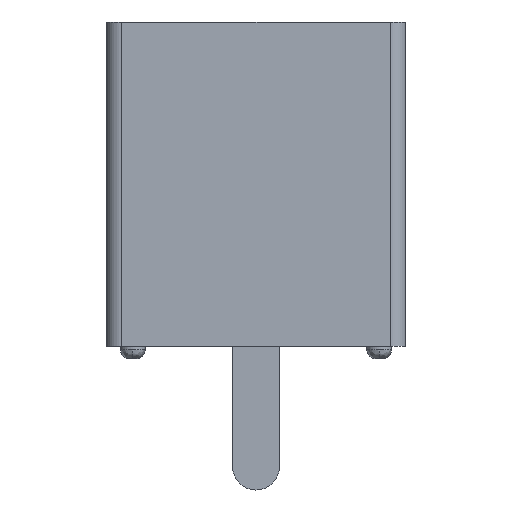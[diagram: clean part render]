
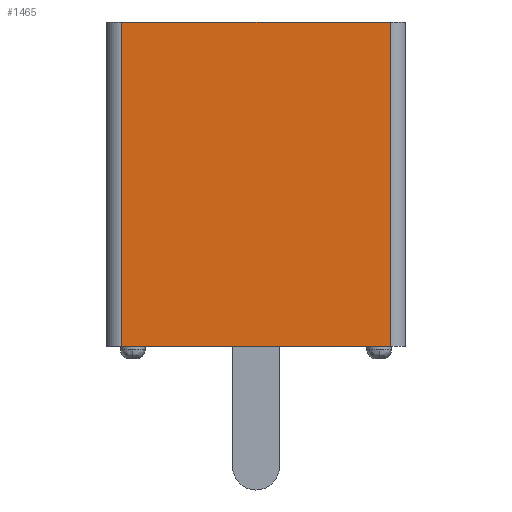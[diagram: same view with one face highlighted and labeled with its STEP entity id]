
A CAD part, left-side view. The second image highlights one B-rep face of the part: STEP entity #1465.
In plain terms, the highlighted planar face has unit normal (-1, 0, 0).
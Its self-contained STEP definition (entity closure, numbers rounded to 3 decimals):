
#220 = LINE ( 'NONE', #6474, #3420 ) ;
#379 = EDGE_CURVE ( 'NONE', #6838, #4230, #7856, .T. ) ;
#847 = DIRECTION ( 'NONE',  ( 0., 0., 1. ) ) ;
#1070 = ORIENTED_EDGE ( 'NONE', *, *, #2766, .T. ) ;
#1136 = VECTOR ( 'NONE', #847, 1000. ) ;
#1138 = EDGE_CURVE ( 'NONE', #7138, #4230, #5251, .T. ) ;
#1354 = CARTESIAN_POINT ( 'NONE',  ( -12.15, 4.8, 10.4 ) ) ;
#1386 = EDGE_LOOP ( 'NONE', ( #5024, #4985, #1070, #2367 ) ) ;
#1465 = ADVANCED_FACE ( 'NONE', ( #2171 ), #3434, .T. ) ;
#1721 = AXIS2_PLACEMENT_3D ( 'NONE', #2538, #3676, #8074 ) ;
#1835 = VECTOR ( 'NONE', #3918, 1000. ) ;
#2171 = FACE_OUTER_BOUND ( 'NONE', #1386, .T. ) ;
#2264 = CARTESIAN_POINT ( 'NONE',  ( -12.15, 4.8, 0. ) ) ;
#2367 = ORIENTED_EDGE ( 'NONE', *, *, #379, .T. ) ;
#2538 = CARTESIAN_POINT ( 'NONE',  ( -12.15, -4.8, 0. ) ) ;
#2766 = EDGE_CURVE ( 'NONE', #6969, #6838, #6081, .T. ) ;
#3420 = VECTOR ( 'NONE', #7156, 1000. ) ;
#3434 = PLANE ( 'NONE',  #1721 ) ;
#3676 = DIRECTION ( 'NONE',  ( -1., 0., 0. ) ) ;
#3918 = DIRECTION ( 'NONE',  ( 0., -1., 0. ) ) ;
#4150 = DIRECTION ( 'NONE',  ( 0., -1., 0. ) ) ;
#4230 = VERTEX_POINT ( 'NONE', #7483 ) ;
#4748 = CARTESIAN_POINT ( 'NONE',  ( -12.15, 4.3, 0. ) ) ;
#4985 = ORIENTED_EDGE ( 'NONE', *, *, #7475, .F. ) ;
#5024 = ORIENTED_EDGE ( 'NONE', *, *, #1138, .F. ) ;
#5171 = CARTESIAN_POINT ( 'NONE',  ( -12.15, 4.3, 10.4 ) ) ;
#5251 = LINE ( 'NONE', #1354, #1835 ) ;
#6081 = LINE ( 'NONE', #2264, #6206 ) ;
#6206 = VECTOR ( 'NONE', #4150, 1000. ) ;
#6474 = CARTESIAN_POINT ( 'NONE',  ( -12.15, 4.3, 0. ) ) ;
#6838 = VERTEX_POINT ( 'NONE', #7453 ) ;
#6969 = VERTEX_POINT ( 'NONE', #4748 ) ;
#7138 = VERTEX_POINT ( 'NONE', #5171 ) ;
#7139 = CARTESIAN_POINT ( 'NONE',  ( -12.15, -4.3, 0. ) ) ;
#7156 = DIRECTION ( 'NONE',  ( 0., 0., 1. ) ) ;
#7453 = CARTESIAN_POINT ( 'NONE',  ( -12.15, -4.3, 0. ) ) ;
#7475 = EDGE_CURVE ( 'NONE', #6969, #7138, #220, .T. ) ;
#7483 = CARTESIAN_POINT ( 'NONE',  ( -12.15, -4.3, 10.4 ) ) ;
#7856 = LINE ( 'NONE', #7139, #1136 ) ;
#8074 = DIRECTION ( 'NONE',  ( 0., 0., 1. ) ) ;
